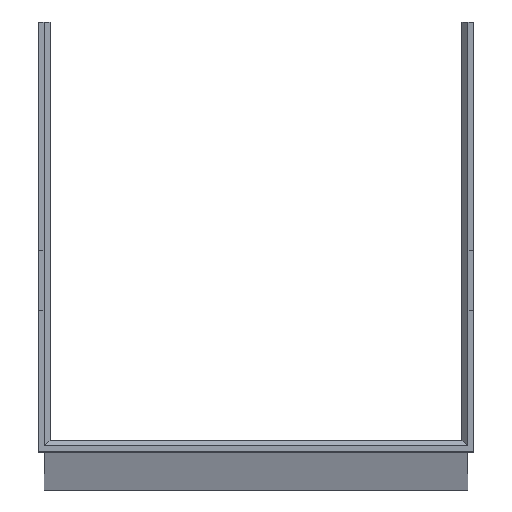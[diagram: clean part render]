
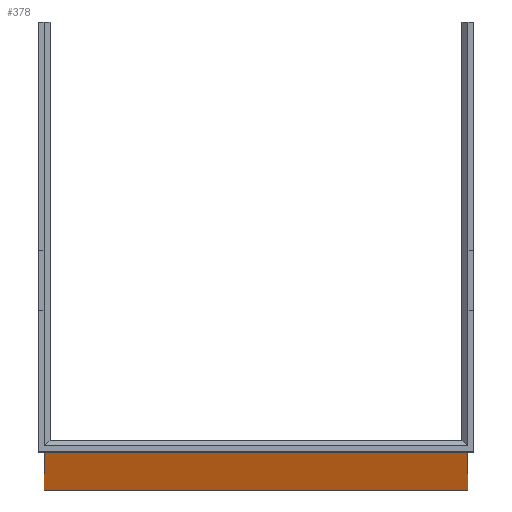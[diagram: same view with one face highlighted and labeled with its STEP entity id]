
A CAD part, top view. The second image highlights one B-rep face of the part: STEP entity #378.
In plain terms, the highlighted planar face has unit normal (0, -1, 0).
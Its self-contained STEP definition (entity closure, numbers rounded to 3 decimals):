
#75 = FACE_BOUND ( 'NONE', #793, .T. ) ;
#78 = FACE_OUTER_BOUND ( 'NONE', #794, .T. ) ;
#102 = LINE ( 'NONE', #1216, #105 ) ;
#105 = VECTOR ( 'NONE', #1222, 1000. ) ;
#108 = CIRCLE ( 'NONE', #426, 3.5 ) ;
#111 = LINE ( 'NONE', #1211, #113 ) ;
#113 = VECTOR ( 'NONE', #1191, 1000. ) ;
#114 = LINE ( 'NONE', #1188, #116 ) ;
#116 = VECTOR ( 'NONE', #1186, 1000. ) ;
#156 = CARTESIAN_POINT ( 'NONE',  ( 25., 0., 2968. ) ) ;
#167 = CARTESIAN_POINT ( 'NONE',  ( -25., 0., 0. ) ) ;
#378 = ADVANCED_FACE ( 'NONE', ( #75, #78 ), #1135, .F. ) ;
#426 = AXIS2_PLACEMENT_3D ( 'NONE', #1197, #1193, #1192 ) ;
#439 = EDGE_CURVE ( 'NONE', #837, #817, #102, .T. ) ;
#444 = EDGE_CURVE ( 'NONE', #703, #703, #108, .T. ) ;
#446 = EDGE_CURVE ( 'NONE', #817, #849, #111, .T. ) ;
#447 = AXIS2_PLACEMENT_3D ( 'NONE', #1143, #1128, #1138 ) ;
#450 = EDGE_CURVE ( 'NONE', #837, #826, #114, .T. ) ;
#504 = EDGE_CURVE ( 'NONE', #826, #849, #579, .T. ) ;
#579 = LINE ( 'NONE', #1100, #585 ) ;
#585 = VECTOR ( 'NONE', #1088, 1000. ) ;
#703 = VERTEX_POINT ( 'NONE', #858 ) ;
#793 = EDGE_LOOP ( 'NONE', ( #1054 ) ) ;
#794 = EDGE_LOOP ( 'NONE', ( #1053, #1052, #1051, #1050 ) ) ;
#817 = VERTEX_POINT ( 'NONE', #167 ) ;
#826 = VERTEX_POINT ( 'NONE', #156 ) ;
#837 = VERTEX_POINT ( 'NONE', #897 ) ;
#849 = VERTEX_POINT ( 'NONE', #866 ) ;
#858 = CARTESIAN_POINT ( 'NONE',  ( 0., 0., 18.5 ) ) ;
#866 = CARTESIAN_POINT ( 'NONE',  ( 25., 0., 0. ) ) ;
#897 = CARTESIAN_POINT ( 'NONE',  ( -25., 0., 2968. ) ) ;
#1050 = ORIENTED_EDGE ( 'NONE', *, *, #446, .T. ) ;
#1051 = ORIENTED_EDGE ( 'NONE', *, *, #439, .T. ) ;
#1052 = ORIENTED_EDGE ( 'NONE', *, *, #450, .F. ) ;
#1053 = ORIENTED_EDGE ( 'NONE', *, *, #504, .F. ) ;
#1054 = ORIENTED_EDGE ( 'NONE', *, *, #444, .F. ) ;
#1088 = DIRECTION ( 'NONE',  ( 0., 0., -1. ) ) ;
#1100 = CARTESIAN_POINT ( 'NONE',  ( 25., 0., 2969. ) ) ;
#1128 = DIRECTION ( 'NONE',  ( 0., 1., 0. ) ) ;
#1135 = PLANE ( 'NONE',  #447 ) ;
#1138 = DIRECTION ( 'NONE',  ( 0., 0., 1. ) ) ;
#1143 = CARTESIAN_POINT ( 'NONE',  ( -25., 0., 2969. ) ) ;
#1186 = DIRECTION ( 'NONE',  ( 1., 0., 0. ) ) ;
#1188 = CARTESIAN_POINT ( 'NONE',  ( -25., 0., 2968. ) ) ;
#1191 = DIRECTION ( 'NONE',  ( 1., 0., 0. ) ) ;
#1192 = DIRECTION ( 'NONE',  ( 0., 0., 1. ) ) ;
#1193 = DIRECTION ( 'NONE',  ( 0., -1., 0. ) ) ;
#1197 = CARTESIAN_POINT ( 'NONE',  ( 0., 0., 15. ) ) ;
#1211 = CARTESIAN_POINT ( 'NONE',  ( -25., 0., 0. ) ) ;
#1216 = CARTESIAN_POINT ( 'NONE',  ( -25., 0., 2969. ) ) ;
#1222 = DIRECTION ( 'NONE',  ( 0., 0., -1. ) ) ;
